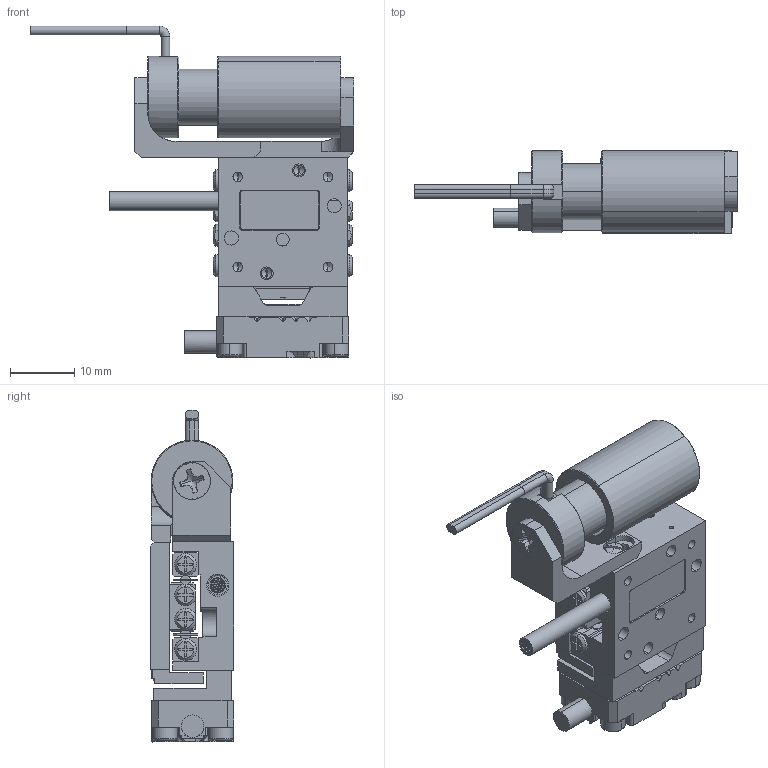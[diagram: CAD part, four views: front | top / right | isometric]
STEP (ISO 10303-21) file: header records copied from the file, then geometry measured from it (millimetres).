
FILE_DESCRIPTION (( 'STEP AP214' ), '1' );
FILE_NAME ('PPS-20-312X0.STEP', '2023-08-03T21:27:21', ( '' ), ( '' ), 'SwSTEP 2.0', 'SolidWorks 2023', '' );
FILE_SCHEMA (( 'AUTOMOTIVE_DESIGN' ));
Length unit declared in the file: millimetre
Products named in the file (25): SCREW, MS-PFH, M-DIN_M2 x 0.4 x 05mm; 110145 Motor, Voice Coil, Moticont, LVCM-013, Housing_LVCM-013-019-02; 430523 PPS-20, Voice Coil, Carriage Bracket; PPS-20, Scale Bracket, Renishaw Atom, RCLC, RKLF, Master Part_20mm; PPS-20-312X0; SCREW, MS-SCH, M-DIN_M1.6 x 0.35 x 03mm; SCREW, MS-PPH, M-JCIS_M1.6 x 0.35 x 4mm; 110145 Motor, Voice Coil, Moticont, LVCM-013, Forcer_LVCM-013-019-02; Set Screw, Cup-H, E-ASME_E1-72 x 1''16; PPS-20, Base, Master Part_L20, No Ears ; NB Slide Way SVW 1000 Center Way_SVW 1020; NB Slide Way SVW 1000 Cage_SVW 1020-6Z Custom; Dowel Pin, M-DIN_M01 x 004; SCREW, SHCS-S, M-DIN_M1.6 x 0.35 x 05mm; PPS-20, Carriage, Master Part_20mm; 110212 Encoder Head, Renishaw Atom, Atmospheric_Demo; 431420 PPS-20, Encoder Bracket, Renishaw Atom, RKLF, Tape Scale; NB Slide Way SVW 1000 Rail_SVW 1020; 430524 PPS-20, Voice Coil, Base Bracket; Voice-coil wires_31x00; PPS-20, Back Cover, Master Part; FHMS 4-40x3-16'''' (93085A105); SCREW, SHCS-S, M-DIN_M2 x 0.4 x 06mm; Cooner Black Cable_L30; 130160 Bearing, NB, Slide Way, SVW 1000_SVW 1020-6Z Custom (Rigid at Center)
Assembly tree (40 placements, depth 3):
  PPS-20-312X0
    PPS-20, Base, Master Part_L20, No Ears 
    PPS-20, Back Cover, Master Part
    PPS-20, Carriage, Master Part_20mm
    SCREW, MS-PFH, M-DIN_M2 x 0.4 x 05mm  x2
    130160 Bearing, NB, Slide Way, SVW 1000_SVW 1020-6Z Custom (Rigid at Center)
      NB Slide Way SVW 1000 Rail_SVW 1020  x2
      NB Slide Way SVW 1000 Center Way_SVW 1020
      NB Slide Way SVW 1000 Cage_SVW 1020-6Z Custom  x2
    Set Screw, Cup-H, E-ASME_E1-72 x 1''16  x2
    SCREW, MS-PPH, M-JCIS_M1.6 x 0.35 x 4mm  x8
    430524 PPS-20, Voice Coil, Base Bracket
    SCREW, MS-SCH, M-DIN_M1.6 x 0.35 x 03mm  x2
    430523 PPS-20, Voice Coil, Carriage Bracket
    110145 Motor, Voice Coil, Moticont, LVCM-013, Forcer_LVCM-013-019-02
    110145 Motor, Voice Coil, Moticont, LVCM-013, Housing_LVCM-013-019-02
    FHMS 4-40x3-16'''' (93085A105)  x2
    PPS-20, Scale Bracket, Renishaw Atom, RCLC, RKLF, Master Part_20mm
    431420 PPS-20, Encoder Bracket, Renishaw Atom, RKLF, Tape Scale
    110212 Encoder Head, Renishaw Atom, Atmospheric_Demo
    SCREW, SHCS-S, M-DIN_M2 x 0.4 x 06mm  x3
    SCREW, SHCS-S, M-DIN_M1.6 x 0.35 x 05mm  x2
    Dowel Pin, M-DIN_M01 x 004
    Voice-coil wires_31x00
    Cooner Black Cable_L30
Bounding box: 50.24 x 13 x 51.59 mm (x, y, z)
Volume: 9929.6 mm3; surface area: 14244.4 mm2
Topology: 52 solids, 52 shells, 1852 faces, 4694 edges, 2962 vertices
Faces by surface type: plane 863, cylinder 573, cone 244, torus 98, bspline 66, sphere 8
Entity records: 87908 total; most frequent: CARTESIAN_POINT 55812, ORIENTED_EDGE 6600, DIRECTION 6306, EDGE_CURVE 3300, AXIS2_PLACEMENT_3D 2209, VERTEX_POINT 2125, LINE 1888, VECTOR 1888
